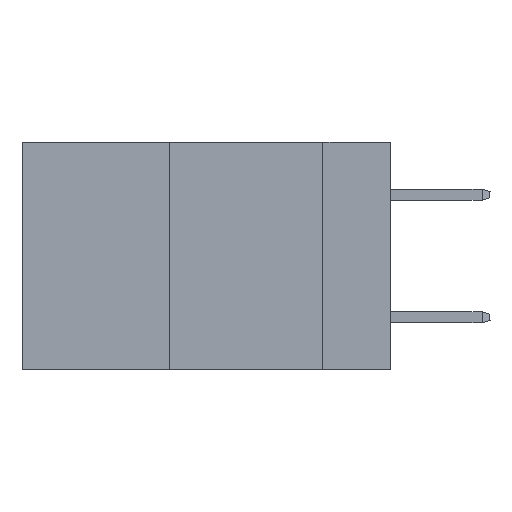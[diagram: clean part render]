
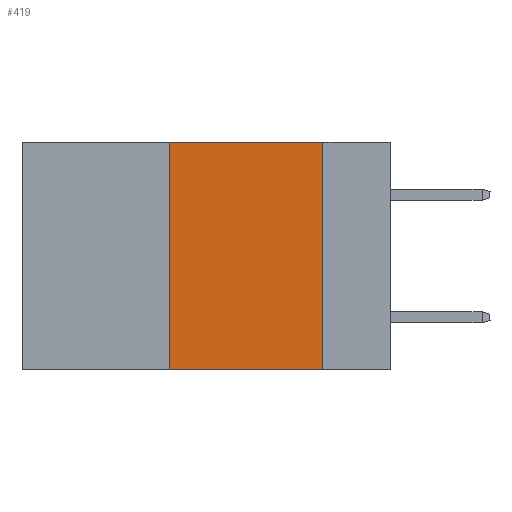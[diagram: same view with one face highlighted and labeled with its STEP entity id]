
A CAD part, left-side view. The second image highlights one B-rep face of the part: STEP entity #419.
In plain terms, the highlighted planar face has unit normal (-1, 0, 0).
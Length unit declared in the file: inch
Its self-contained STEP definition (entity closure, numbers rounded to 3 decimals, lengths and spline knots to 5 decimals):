
#38 = EDGE_CURVE ( 'NONE', #5967, #24753, #9703, .T. ) ;
#419 = ADVANCED_FACE ( 'NONE', ( #28569 ), #32340, .F. ) ;
#761 = VECTOR ( 'NONE', #32685, 39.37008 ) ;
#1167 = CARTESIAN_POINT ( 'NONE',  ( 0., 0.36, 0. ) ) ;
#1509 = EDGE_CURVE ( 'NONE', #29159, #24753, #2066, .T. ) ;
#2066 = LINE ( 'NONE', #17113, #14415 ) ;
#2963 = DIRECTION ( 'NONE',  ( 0., -1., 0. ) ) ;
#5967 = VERTEX_POINT ( 'NONE', #22545 ) ;
#9703 = LINE ( 'NONE', #16762, #23776 ) ;
#9946 = ORIENTED_EDGE ( 'NONE', *, *, #1509, .F. ) ;
#10686 = ORIENTED_EDGE ( 'NONE', *, *, #18387, .F. ) ;
#13745 = LINE ( 'NONE', #35299, #26925 ) ;
#14415 = VECTOR ( 'NONE', #31365, 39.37008 ) ;
#16762 = CARTESIAN_POINT ( 'NONE',  ( 0., 0.6, -0.37 ) ) ;
#17113 = CARTESIAN_POINT ( 'NONE',  ( 0., 0.11, 0. ) ) ;
#18259 = VERTEX_POINT ( 'NONE', #1167 ) ;
#18387 = EDGE_CURVE ( 'NONE', #18259, #29159, #13745, .T. ) ;
#18429 = LINE ( 'NONE', #29870, #761 ) ;
#18451 = DIRECTION ( 'NONE',  ( 1., 0., 0. ) ) ;
#19159 = CARTESIAN_POINT ( 'NONE',  ( 0., 0.11, -0.37 ) ) ;
#19861 = EDGE_CURVE ( 'NONE', #5967, #18259, #18429, .T. ) ;
#21893 = EDGE_LOOP ( 'NONE', ( #9946, #10686, #26004, #26299 ) ) ;
#22545 = CARTESIAN_POINT ( 'NONE',  ( 0., 0.36, -0.37 ) ) ;
#23776 = VECTOR ( 'NONE', #2963, 39.37008 ) ;
#24084 = AXIS2_PLACEMENT_3D ( 'NONE', #32459, #18451, #35038 ) ;
#24753 = VERTEX_POINT ( 'NONE', #19159 ) ;
#26004 = ORIENTED_EDGE ( 'NONE', *, *, #19861, .F. ) ;
#26299 = ORIENTED_EDGE ( 'NONE', *, *, #38, .T. ) ;
#26925 = VECTOR ( 'NONE', #29777, 39.37008 ) ;
#28569 = FACE_OUTER_BOUND ( 'NONE', #21893, .T. ) ;
#29159 = VERTEX_POINT ( 'NONE', #29756 ) ;
#29756 = CARTESIAN_POINT ( 'NONE',  ( 0., 0.11, 0. ) ) ;
#29777 = DIRECTION ( 'NONE',  ( 0., -1., 0. ) ) ;
#29870 = CARTESIAN_POINT ( 'NONE',  ( 0., 0.36, 0. ) ) ;
#31365 = DIRECTION ( 'NONE',  ( 0., 0., -1. ) ) ;
#32340 = PLANE ( 'NONE',  #24084 ) ;
#32459 = CARTESIAN_POINT ( 'NONE',  ( 0., 0.6, 0. ) ) ;
#32685 = DIRECTION ( 'NONE',  ( 0., 0., 1. ) ) ;
#35038 = DIRECTION ( 'NONE',  ( 0., 0., -1. ) ) ;
#35299 = CARTESIAN_POINT ( 'NONE',  ( 0., 0.6, 0. ) ) ;
